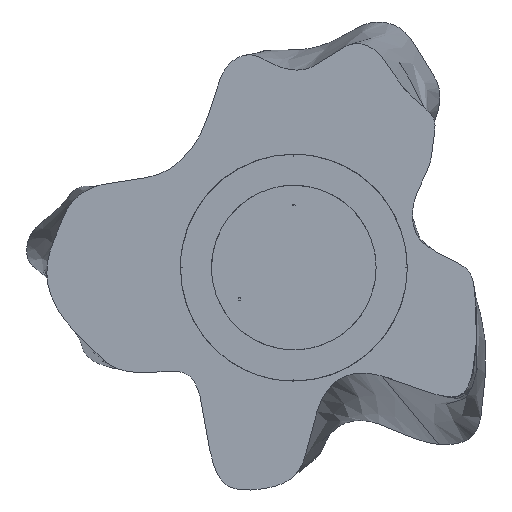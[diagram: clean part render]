
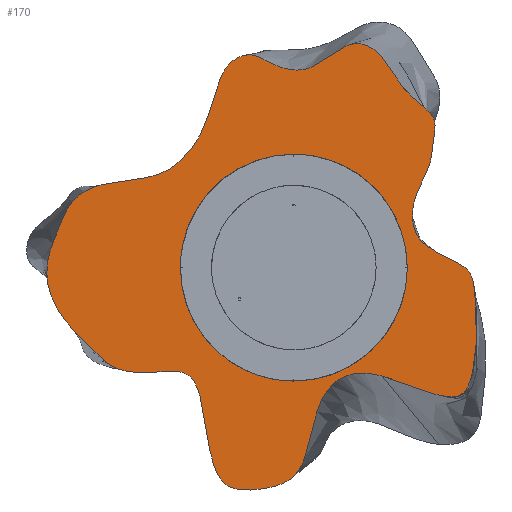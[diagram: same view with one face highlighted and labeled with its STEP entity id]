
A CAD part, top view. The second image highlights one B-rep face of the part: STEP entity #170.
In plain terms, the highlighted planar face has unit normal (0, 0, 1).
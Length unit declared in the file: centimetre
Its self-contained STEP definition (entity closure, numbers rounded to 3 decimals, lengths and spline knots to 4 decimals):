
#170=ADVANCED_FACE($,(#244),#1081,.T.);
#244=FACE_OUTER_BOUND($,#318,.T.);
#318=EDGE_LOOP($,(#399,#400,#401,#402));
#399=ORIENTED_EDGE($,*,*,#772,.T.);
#400=ORIENTED_EDGE($,*,*,#773,.T.);
#401=ORIENTED_EDGE($,*,*,#771,.T.);
#402=ORIENTED_EDGE($,*,*,#770,.T.);
#770=EDGE_CURVE($,#958,#953,#1102,.T.);
#771=EDGE_CURVE($,#959,#958,#1103,.T.);
#772=EDGE_CURVE($,#953,#960,#1104,.T.);
#773=EDGE_CURVE($,#960,#959,#1105,.T.);
#953=VERTEX_POINT($,#1994);
#958=VERTEX_POINT($,#1999);
#959=VERTEX_POINT($,#2000);
#960=VERTEX_POINT($,#2001);
#1081=PLANE($,#1288);
#1102=B_SPLINE_CURVE_WITH_KNOTS($,3,(#1441,#1442,#1443,#1444,#1445,#1446,
#1447,#1448,#1449,#1450,#1451,#1452,#1453,#1454,#1455,#1456,#1457,#1458,
#1459,#1460,#1461,#1462,#1463,#1464,#1465),.UNSPECIFIED.,.F.,.F.,(4,1,1,
1,1,1,1,1,1,1,1,1,1,1,1,1,1,1,1,1,1,1,4),(0.,4.7826,11.3823,
27.4742,43.6367,56.486,73.6511,89.0922,
106.3335,125.4344,136.3058,146.1566,164.2227,
170.8572,186.6354,187.5389,211.9607,221.4367,
236.3103,252.5382,267.6595,283.9915,288.7026),
.UNSPECIFIED.);
#1103=B_SPLINE_CURVE_WITH_KNOTS($,3,(#1466,#1467,#1468,#1469,#1470,#1471,
#1472,#1473,#1474,#1475,#1476,#1477,#1478,#1479,#1480,#1481,#1482,#1483,
#1484,#1485,#1486,#1487,#1488,#1489,#1490,#1491,#1492,#1493,#1494),.UNSPECIFIED.,
.F.,.F.,(4,1,1,1,1,1,1,1,1,1,1,1,1,1,1,1,1,1,1,1,1,1,1,1,1,1,4),(0.,18.566,
26.7462,32.4577,56.008,64.154,75.4671,
89.4762,95.9235,107.4984,113.3735,134.1925,
141.5072,156.7713,167.6041,174.6829,186.1136,
207.9829,214.6257,228.0677,239.7741,244.9251,
260.2042,265.4491,291.9288,296.8636,314.6786),
.UNSPECIFIED.);
#1104=B_SPLINE_CURVE_WITH_KNOTS($,3,(#1495,#1496,#1497,#1498,#1499,#1500,
#1501,#1502,#1503,#1504,#1505,#1506,#1507,#1508,#1509,#1510,#1511,#1512,
#1513,#1514,#1515,#1516,#1517),.UNSPECIFIED.,.F.,.F.,(4,1,2,1,1,2,1,1,1,
1,1,1,1,1,1,1,1,1,4),(0.,11.3321,30.2338,41.4556,
64.0249,67.9004,90.4987,118.0311,150.1998,
161.3995,167.8623,188.0922,202.2754,220.0778,
245.2784,248.6312,271.7981,281.1977,287.8028),
.UNSPECIFIED.);
#1105=B_SPLINE_CURVE_WITH_KNOTS($,3,(#1518,#1519,#1520,#1521,#1522,#1523,
#1524,#1525,#1526,#1527,#1528,#1529,#1530,#1531,#1532,#1533,#1534,#1535,
#1536,#1537,#1538,#1539,#1540,#1541,#1542,#1543,#1544,#1545,#1546,#1547,
#1548),.UNSPECIFIED.,.F.,.F.,(4,1,1,1,1,1,1,1,1,1,1,1,1,1,1,1,1,1,1,1,1,
1,1,1,1,1,1,1,4),(0.,12.0653,20.4817,
28.6719,47.1549,51.1289,68.7432,74.2041,
90.2891,103.7311,118.0871,120.4087,137.331,
137.9599,165.9016,167.8191,187.8919,192.2702,
206.9796,212.1533,221.8735,230.2023,248.8199,
258.5198,260.09,273.0322,293.4864,295.4909,
305.486),.UNSPECIFIED.);
#1288=AXIS2_PLACEMENT_3D($,#1561,#1308,$);
#1308=DIRECTION($,(0.,0.,1.));
#1441=CARTESIAN_POINT($,(-95.8516,-80.429,-1510.));
#1442=CARTESIAN_POINT($,(-94.2758,-80.5071,-1510.));
#1443=CARTESIAN_POINT($,(-90.6647,-80.9096,-1510.));
#1444=CARTESIAN_POINT($,(-83.0134,-83.6269,-1510.));
#1445=CARTESIAN_POINT($,(-76.2794,-94.3265,-1510.));
#1446=CARTESIAN_POINT($,(-72.6924,-111.265,-1510.));
#1447=CARTESIAN_POINT($,(-70.3655,-126.2995,-1510.));
#1448=CARTESIAN_POINT($,(-68.2441,-140.5575,-1510.));
#1449=CARTESIAN_POINT($,(-64.2682,-158.6366,-1510.));
#1450=CARTESIAN_POINT($,(-55.7913,-173.7237,-1510.));
#1451=CARTESIAN_POINT($,(-40.4606,-176.5393,-1510.));
#1452=CARTESIAN_POINT($,(-25.975,-175.1667,-1510.));
#1453=CARTESIAN_POINT($,(-12.4117,-172.6911,-1510.));
#1454=CARTESIAN_POINT($,(-2.0765,-167.8456,-1510.));
#1455=CARTESIAN_POINT($,(6.1228,-157.4892,-1510.));
#1456=CARTESIAN_POINT($,(9.0388,-149.823,-1510.));
#1457=CARTESIAN_POINT($,(13.0379,-136.4408,-1510.));
#1458=CARTESIAN_POINT($,(15.0122,-125.4444,-1510.));
#1459=CARTESIAN_POINT($,(19.2666,-110.3087,-1510.));
#1460=CARTESIAN_POINT($,(24.7372,-97.7039,-1510.));
#1461=CARTESIAN_POINT($,(34.778,-86.3239,-1510.));
#1462=CARTESIAN_POINT($,(50.318,-81.1707,-1510.));
#1463=CARTESIAN_POINT($,(62.4612,-82.3885,-1510.));
#1464=CARTESIAN_POINT($,(69.3951,-84.1148,-1510.));
#1465=CARTESIAN_POINT($,(70.9359,-84.5381,-1510.));
#1466=CARTESIAN_POINT($,(-82.2586,98.0319,-1510.));
#1467=CARTESIAN_POINT($,(-86.022,93.0479,-1510.));
#1468=CARTESIAN_POINT($,(-92.318,86.541,-1510.));
#1469=CARTESIAN_POINT($,(-101.321,80.6899,-1510.));
#1470=CARTESIAN_POINT($,(-112.447,75.5878,-1510.));
#1471=CARTESIAN_POINT($,(-124.9147,73.7039,-1510.));
#1472=CARTESIAN_POINT($,(-139.2023,71.9445,-1510.));
#1473=CARTESIAN_POINT($,(-150.1713,70.3511,-1510.));
#1474=CARTESIAN_POINT($,(-160.2919,67.697,-1510.));
#1475=CARTESIAN_POINT($,(-169.8523,62.8358,-1510.));
#1476=CARTESIAN_POINT($,(-176.0591,57.7046,-1510.));
#1477=CARTESIAN_POINT($,(-183.5086,47.641,-1510.));
#1478=CARTESIAN_POINT($,(-187.6922,37.0049,-1510.));
#1479=CARTESIAN_POINT($,(-193.1564,23.2466,-1510.));
#1480=CARTESIAN_POINT($,(-196.8143,12.4057,-1510.));
#1481=CARTESIAN_POINT($,(-198.2782,1.9635,-1510.));
#1482=CARTESIAN_POINT($,(-198.1497,-7.3646,-1510.));
#1483=CARTESIAN_POINT($,(-195.4132,-20.3545,-1510.));
#1484=CARTESIAN_POINT($,(-188.8715,-32.7053,-1510.));
#1485=CARTESIAN_POINT($,(-180.4141,-44.019,-1510.));
#1486=CARTESIAN_POINT($,(-173.1752,-51.3919,-1510.));
#1487=CARTESIAN_POINT($,(-165.7964,-58.1528,-1510.));
#1488=CARTESIAN_POINT($,(-158.4985,-66.0542,-1510.));
#1489=CARTESIAN_POINT($,(-152.8139,-72.3981,-1510.));
#1490=CARTESIAN_POINT($,(-140.1535,-80.243,-1510.));
#1491=CARTESIAN_POINT($,(-127.8791,-82.1063,-1510.));
#1492=CARTESIAN_POINT($,(-110.1725,-81.4025,-1510.));
#1493=CARTESIAN_POINT($,(-101.7059,-80.1524,-1510.));
#1494=CARTESIAN_POINT($,(-95.8516,-80.429,-1510.));
#1495=CARTESIAN_POINT($,(70.9359,-84.5381,-1510.));
#1496=CARTESIAN_POINT($,(74.642,-85.5572,-1510.));
#1497=CARTESIAN_POINT($,(84.3492,-88.8487,-1510.));
#1498=CARTESIAN_POINT($,(93.0811,-92.26,-1510.));
#1499=CARTESIAN_POINT($,(102.2411,-95.5234,-1510.));
#1500=CARTESIAN_POINT($,(112.8227,-99.0939,-1510.));
#1501=CARTESIAN_POINT($,(127.2589,-102.6403,-1510.));
#1502=CARTESIAN_POINT($,(134.038,-99.2759,-1510.));
#1503=CARTESIAN_POINT($,(140.2085,-94.9044,-1510.));
#1504=CARTESIAN_POINT($,(145.0905,-75.5459,-1510.));
#1505=CARTESIAN_POINT($,(147.6336,-48.5831,-1510.));
#1506=CARTESIAN_POINT($,(146.1405,-26.1987,-1510.));
#1507=CARTESIAN_POINT($,(144.3525,-8.5771,-1510.));
#1508=CARTESIAN_POINT($,(139.7338,2.7172,-1510.));
#1509=CARTESIAN_POINT($,(126.5952,8.9391,-1510.));
#1510=CARTESIAN_POINT($,(109.6983,17.1329,-1510.));
#1511=CARTESIAN_POINT($,(95.3629,29.1104,-1510.));
#1512=CARTESIAN_POINT($,(94.2764,46.0394,-1510.));
#1513=CARTESIAN_POINT($,(98.4397,63.3793,-1510.));
#1514=CARTESIAN_POINT($,(104.5833,73.8011,-1510.));
#1515=CARTESIAN_POINT($,(109.2269,85.5091,-1510.));
#1516=CARTESIAN_POINT($,(110.1765,90.5774,-1510.));
#1517=CARTESIAN_POINT($,(110.4913,92.7132,-1510.));
#1518=CARTESIAN_POINT($,(110.4913,92.7132,-1510.));
#1519=CARTESIAN_POINT($,(111.0754,96.619,-1510.));
#1520=CARTESIAN_POINT($,(111.6617,103.4895,-1510.));
#1521=CARTESIAN_POINT($,(113.4883,113.5704,-1510.));
#1522=CARTESIAN_POINT($,(113.1282,124.8543,-1510.));
#1523=CARTESIAN_POINT($,(104.2756,131.2125,-1510.));
#1524=CARTESIAN_POINT($,(94.0834,139.8012,-1510.));
#1525=CARTESIAN_POINT($,(88.1103,145.9835,-1510.));
#1526=CARTESIAN_POINT($,(80.8982,156.6697,-1510.));
#1527=CARTESIAN_POINT($,(74.9312,166.9549,-1510.));
#1528=CARTESIAN_POINT($,(65.3866,178.0484,-1510.));
#1529=CARTESIAN_POINT($,(55.4962,182.5465,-1510.));
#1530=CARTESIAN_POINT($,(44.8051,182.2812,-1510.));
#1531=CARTESIAN_POINT($,(38.7018,178.8887,-1510.));
#1532=CARTESIAN_POINT($,(25.424,170.0912,-1510.));
#1533=CARTESIAN_POINT($,(17.2783,163.3135,-1510.));
#1534=CARTESIAN_POINT($,(1.5716,160.3326,-1510.));
#1535=CARTESIAN_POINT($,(-7.5201,161.8262,-1510.));
#1536=CARTESIAN_POINT($,(-20.0716,167.254,-1510.));
#1537=CARTESIAN_POINT($,(-27.1667,171.9584,-1510.));
#1538=CARTESIAN_POINT($,(-36.4097,173.9043,-1510.));
#1539=CARTESIAN_POINT($,(-44.2195,172.006,-1510.));
#1540=CARTESIAN_POINT($,(-54.8177,164.4307,-1510.));
#1541=CARTESIAN_POINT($,(-59.8491,153.1489,-1510.));
#1542=CARTESIAN_POINT($,(-62.6386,143.3215,-1510.));
#1543=CARTESIAN_POINT($,(-64.9366,135.4995,-1510.));
#1544=CARTESIAN_POINT($,(-68.4444,124.5303,-1510.));
#1545=CARTESIAN_POINT($,(-72.6884,113.6274,-1510.));
#1546=CARTESIAN_POINT($,(-77.9863,104.1213,-1510.));
#1547=CARTESIAN_POINT($,(-80.2198,100.7244,-1510.));
#1548=CARTESIAN_POINT($,(-82.2586,98.0319,-1510.));
#1561=CARTESIAN_POINT($,(-198.2307,182.4331,-1510.));
#1994=CARTESIAN_POINT($,(70.9359,-84.5381,-1510.));
#1999=CARTESIAN_POINT($,(-95.8516,-80.429,-1510.));
#2000=CARTESIAN_POINT($,(-82.2586,98.0319,-1510.));
#2001=CARTESIAN_POINT($,(110.4913,92.7132,-1510.));
